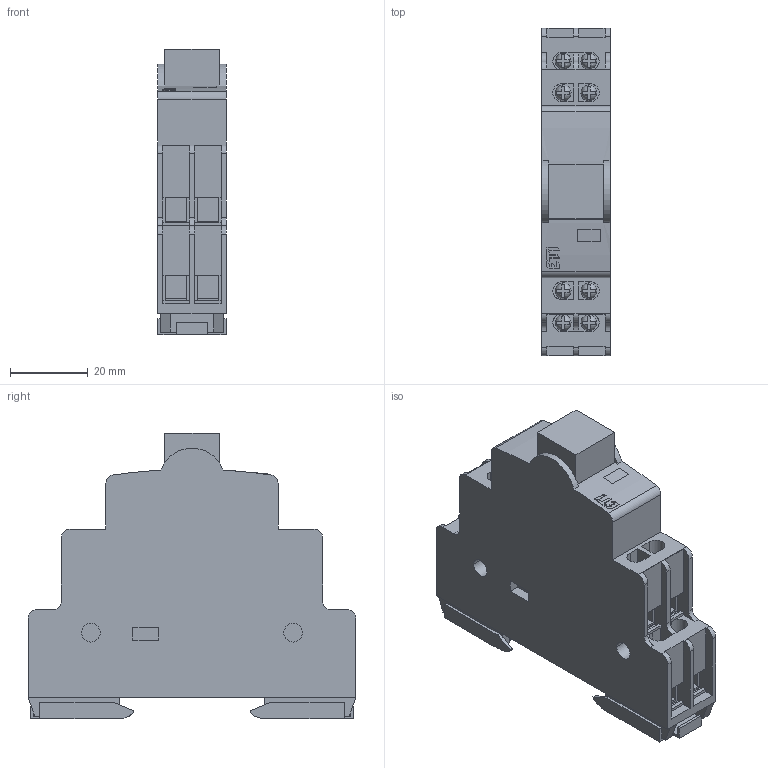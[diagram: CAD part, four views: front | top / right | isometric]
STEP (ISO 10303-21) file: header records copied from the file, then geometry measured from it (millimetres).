
FILE_DESCRIPTION((''),'2;1');
FILE_NAME('TEMPLATE_ASM','2024-10-22T09:31:46',('klemen.sitar'),('Audax d.o.o.'),'CREO PARAMETRIC BY PTC INC, 2021304','CREO PARAMETRIC BY PTC INC, 2021304','');
FILE_SCHEMA(('AP242_MANAGED_MODEL_BASED_3D_ENGINEERING_MIM_LF { 1 0 10303 442 1 1 4 }'));
Length unit declared in the file: millimetre
Products named in the file (38): OPEN_CASCADE_STEP_TRANSLATO-178; OPEN_CASCADE_STEP_TRANSLAT-2505; OPEN_CASCADE_STEP_TRANSLAT-3478; OPEN_CASCADE_STEP_TRANSLAT-4143; OPEN_CASCADE_STEP_TRANSLAT-4492; OPEN_CASCADE_STEP_TRANSLAT-5157; OPEN_CASCADE_STEP_TRANSLA-14953; OPEN_CASCADE_STEP_TRANSLA-29756; OPEN_CASCADE_STEP_TRANSLA-30033; OPEN_CASCADE_STEP_TRANSLA-30698; OPEN_CASCADE_STEP_TRANSLA-31047; OPEN_CASCADE_STEP_TRANSLA-31712; OPEN_CASCADE_STEP_TRANSLA-32061; OPEN_CASCADE_STEP_TRANSLA-34537; OPEN_CASCADE_STEP_TRANSLA-35400; OPEN_CASCADE_STEP_TRANSLA-37148; OPEN_CASCADE_STEP_TRANSLA-37497; OPEN_CASCADE_STEP_TRANSLA-38162; OPEN_CASCADE_STEP_TRANSLA-38827; OPEN_CASCADE_STEP_TRANSLA-44406; OPEN_CASCADE_STEP_TRANSLA-44755; OPEN_CASCADE_STEP_TRANSLA-45420; OPEN_CASCADE_STEP_TRANSLA-45769; OPEN_CASCADE_STEP_TRANSLA-46118; OPEN_CASCADE_STEP_TRANSLA-46783; OPEN_CASCADE_STEP_TRANSLA-47132; OPEN_CASCADE_STEP_TRANSLATOR-36_ASM; OPEN_CASCADE_STEP_TRANSLA-48111; OPEN_CASCADE_STEP_TRANSLATOR-_3_ASM; SCREW_1; PRT0006_1; PRT0007_1; PRT0008_1; PRT0009_1; PRT0010_1; PRT0011_1; PRT0017_1; TEMPLATE_ASM
Assembly tree (37 placements, depth 4):
  TEMPLATE_ASM
    OPEN_CASCADE_STEP_TRANSLATOR-_3_ASM
      OPEN_CASCADE_STEP_TRANSLATOR-36_ASM
        OPEN_CASCADE_STEP_TRANSLATO-178
        OPEN_CASCADE_STEP_TRANSLAT-2505
        OPEN_CASCADE_STEP_TRANSLAT-3478
        OPEN_CASCADE_STEP_TRANSLAT-4143
        OPEN_CASCADE_STEP_TRANSLAT-4492
        OPEN_CASCADE_STEP_TRANSLAT-5157
        OPEN_CASCADE_STEP_TRANSLA-14953
        OPEN_CASCADE_STEP_TRANSLA-29756
        OPEN_CASCADE_STEP_TRANSLA-30033
        OPEN_CASCADE_STEP_TRANSLA-30698
        OPEN_CASCADE_STEP_TRANSLA-31047
        OPEN_CASCADE_STEP_TRANSLA-31712
        OPEN_CASCADE_STEP_TRANSLA-32061
        OPEN_CASCADE_STEP_TRANSLA-34537
        OPEN_CASCADE_STEP_TRANSLA-35400
        OPEN_CASCADE_STEP_TRANSLA-37148
        OPEN_CASCADE_STEP_TRANSLA-37497
        OPEN_CASCADE_STEP_TRANSLA-38162
        OPEN_CASCADE_STEP_TRANSLA-38827
        OPEN_CASCADE_STEP_TRANSLA-44406
        OPEN_CASCADE_STEP_TRANSLA-44755
        OPEN_CASCADE_STEP_TRANSLA-45420
        OPEN_CASCADE_STEP_TRANSLA-45769
        OPEN_CASCADE_STEP_TRANSLA-46118
        OPEN_CASCADE_STEP_TRANSLA-46783
        OPEN_CASCADE_STEP_TRANSLA-47132
      OPEN_CASCADE_STEP_TRANSLA-48111
    SCREW_1
    PRT0006_1
    PRT0007_1
    PRT0008_1
    PRT0009_1
    PRT0010_1
    PRT0011_1
    PRT0017_1
Bounding box: 17.5 x 84.12 x 73.4 mm (x, y, z)
Volume: 66512.2 mm3; surface area: 28114.9 mm2
Topology: 35 solids, 35 shells, 579 faces, 1650 edges, 1095 vertices
Faces by surface type: plane 487, cylinder 64, sphere 24, extrusion 4
Entity records: 29253 total; most frequent: CARTESIAN_POINT 3675, DIRECTION 3299, ORIENTED_EDGE 3220, PRESENTATION_STYLE_ASSIGNMENT 1641, STYLED_ITEM 1641, EDGE_CURVE 1610, CURVE_STYLE 1601, VECTOR 1211
